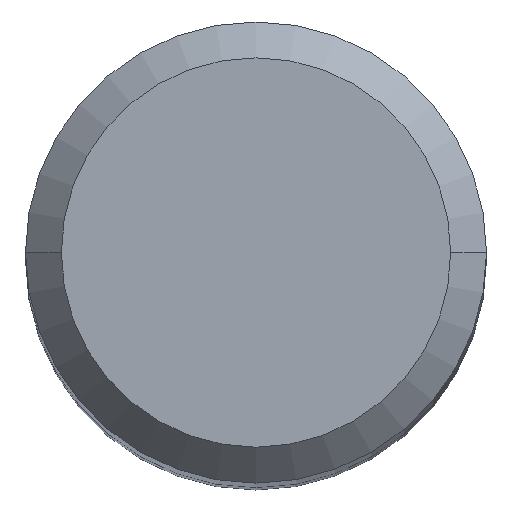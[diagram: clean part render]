
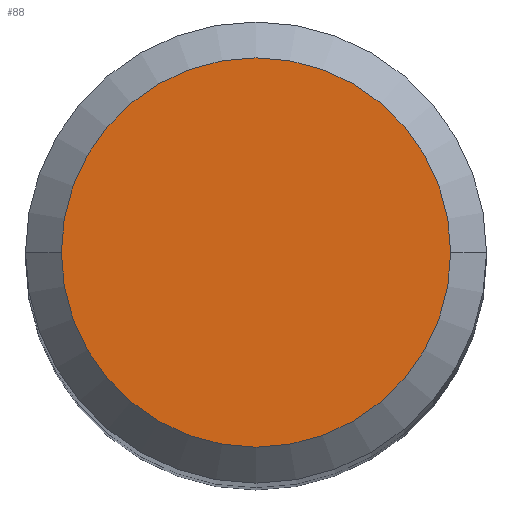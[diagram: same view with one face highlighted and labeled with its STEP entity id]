
A CAD part, top view. The second image highlights one B-rep face of the part: STEP entity #88.
In plain terms, the highlighted planar face has unit normal (0, 0, 1).
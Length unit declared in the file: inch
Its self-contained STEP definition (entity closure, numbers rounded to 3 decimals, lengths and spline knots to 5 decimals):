
#12 = CARTESIAN_POINT ( 'NONE',  ( -0.16955, 0., 0. ) ) ;
#42 = ORIENTED_EDGE ( 'NONE', *, *, #232, .T. ) ;
#44 = DIRECTION ( 'NONE',  ( 1., 0., 0. ) ) ;
#50 = DIRECTION ( 'NONE',  ( 0., 0., 1. ) ) ;
#60 = AXIS2_PLACEMENT_3D ( 'NONE', #351, #209, #273 ) ;
#87 = PLANE ( 'NONE',  #60 ) ;
#88 = ADVANCED_FACE ( 'NONE', ( #386 ), #87, .F. ) ;
#95 = DIRECTION ( 'NONE',  ( 0., 0., 1. ) ) ;
#110 = AXIS2_PLACEMENT_3D ( 'NONE', #263, #50, #44 ) ;
#137 = CARTESIAN_POINT ( 'NONE',  ( 0.16955, 0., 0. ) ) ;
#172 = CIRCLE ( 'NONE', #384, 0.16955 ) ;
#177 = VERTEX_POINT ( 'NONE', #12 ) ;
#192 = CIRCLE ( 'NONE', #110, 0.16955 ) ;
#209 = DIRECTION ( 'NONE',  ( 0., 0., -1. ) ) ;
#213 = VERTEX_POINT ( 'NONE', #137 ) ;
#223 = CARTESIAN_POINT ( 'NONE',  ( 0., 0., 0. ) ) ;
#232 = EDGE_CURVE ( 'NONE', #213, #177, #192, .T. ) ;
#248 = ORIENTED_EDGE ( 'NONE', *, *, #284, .T. ) ;
#263 = CARTESIAN_POINT ( 'NONE',  ( 0., 0., 0. ) ) ;
#267 = EDGE_LOOP ( 'NONE', ( #248, #42 ) ) ;
#273 = DIRECTION ( 'NONE',  ( -1., 0., 0. ) ) ;
#284 = EDGE_CURVE ( 'NONE', #177, #213, #172, .T. ) ;
#333 = DIRECTION ( 'NONE',  ( 1., 0., 0. ) ) ;
#351 = CARTESIAN_POINT ( 'NONE',  ( 0., 0., 0. ) ) ;
#384 = AXIS2_PLACEMENT_3D ( 'NONE', #223, #95, #333 ) ;
#386 = FACE_OUTER_BOUND ( 'NONE', #267, .T. ) ;
